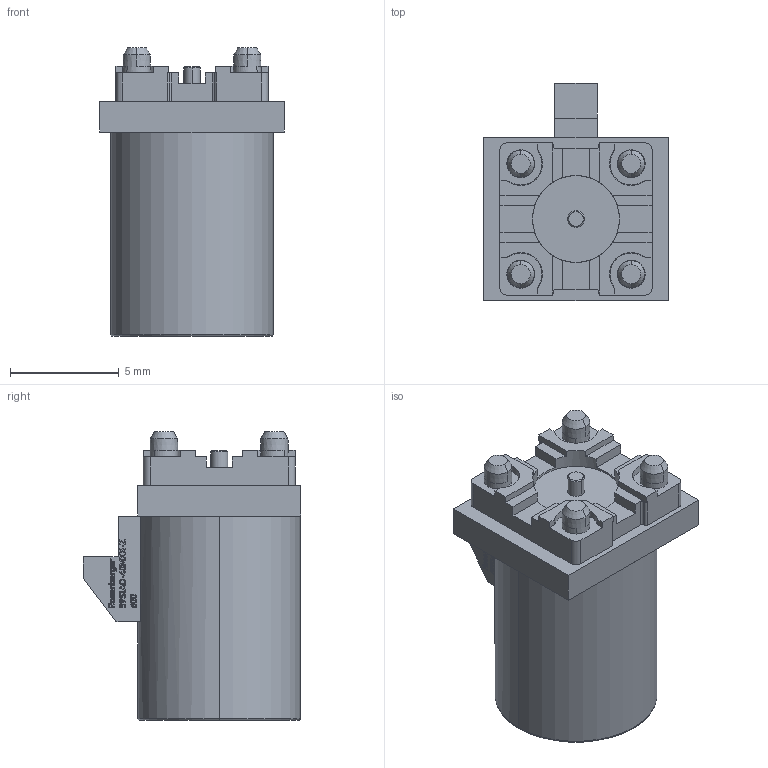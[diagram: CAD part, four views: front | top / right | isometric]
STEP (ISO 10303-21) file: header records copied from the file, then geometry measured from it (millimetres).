
FILE_DESCRIPTION((''),'2;1');
FILE_NAME('59S1AC-40MXX-Z_D00_SHRINK','2022-10-10T09:45:45',('B_Huber'),(''),'CREO PARAMETRIC BY PTC INC, 2021424','CREO PARAMETRIC BY PTC INC, 2021424','');
FILE_SCHEMA(('AUTOMOTIVE_DESIGN { 1 0 10303 214 1 1 1 1 }'));
Length unit declared in the file: millimetre
Products named in the file (1): 59S1AC-40MXX-Z_D00_SHRINK
Bounding box: 8.5 x 10 x 13.28 mm (x, y, z)
Volume: 377.9 mm3; surface area: 737.7 mm2
Topology: 1 solids, 1 shells, 668 faces, 1833 edges, 1218 vertices
Faces by surface type: plane 317, extrusion 293, cone 30, cylinder 24, torus 4
Entity records: 23224 total; most frequent: CARTESIAN_POINT 6112, ORIENTED_EDGE 3666, DIRECTION 2408, EDGE_CURVE 1833, VECTOR 1398, VERTEX_POINT 1218, LINE 1105, B_SPLINE_CURVE_WITH_KNOTS 891
